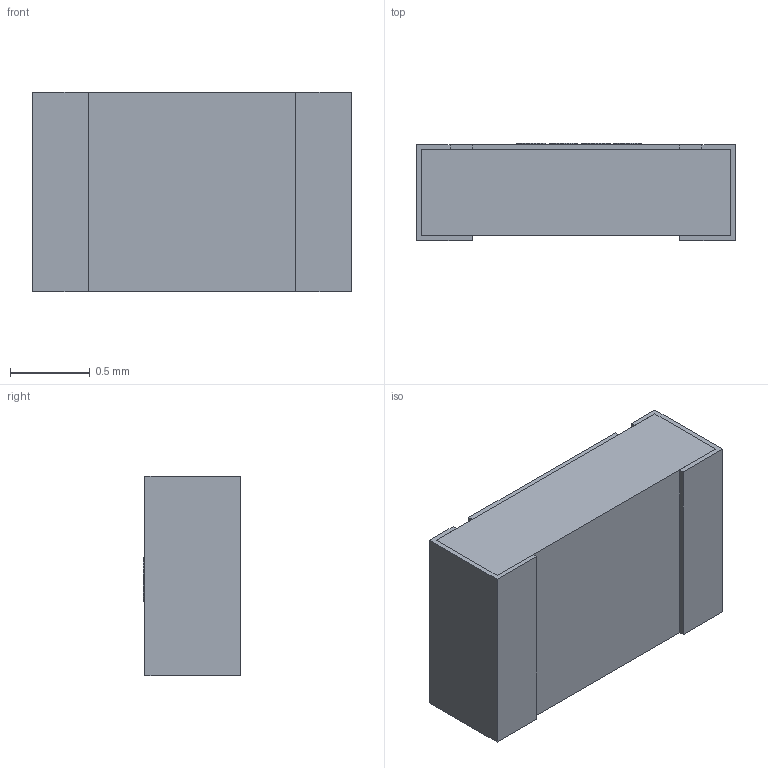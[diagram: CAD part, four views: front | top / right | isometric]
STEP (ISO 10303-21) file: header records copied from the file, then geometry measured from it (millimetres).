
FILE_DESCRIPTION(('HOOPS Exchange Step'),'2;1');
FILE_NAME('RC0805FR-0720RL.STP','2023-09-13T20:14:52+17:00',('RBI'),('None'),'HOOPS Exchange 2022.2','SOLIDWORKS MBD','None');
FILE_SCHEMA( ('AP242_MANAGED_MODEL_BASED_3D_ENGINEERING_MIM_LF {1 0 10303 442 1 1 4 }') );
Length unit declared in the file: millimetre
Products named in the file (1): Default
Bounding box: 2 x 0.61 x 1.25 mm (x, y, z)
Volume: 1.4 mm3; surface area: 18 mm2
Topology: 4 solids, 4 shells, 99 faces, 249 edges, 166 vertices
Faces by surface type: plane 55, bspline 44
Entity records: 5542 total; most frequent: CARTESIAN_POINT 3299, ORIENTED_EDGE 498, DIRECTION 279, EDGE_CURVE 249, VERTEX_POINT 166, VECTOR 161, LINE 161, EDGE_LOOP 107
